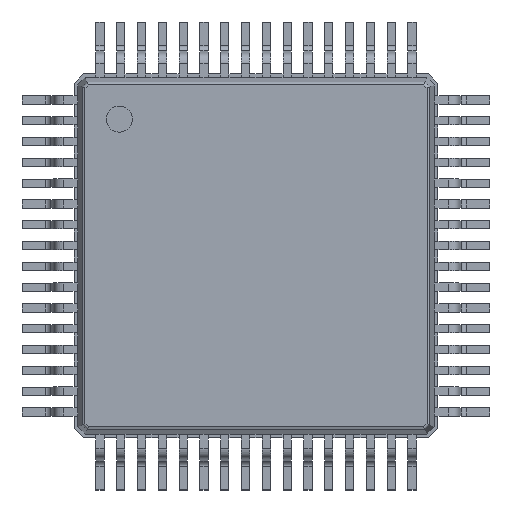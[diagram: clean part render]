
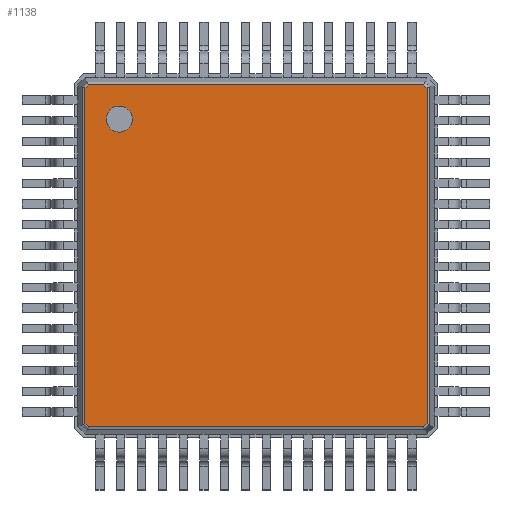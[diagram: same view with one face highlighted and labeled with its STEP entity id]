
A CAD part, top view. The second image highlights one B-rep face of the part: STEP entity #1138.
In plain terms, the highlighted planar face has unit normal (0, 0, 1).
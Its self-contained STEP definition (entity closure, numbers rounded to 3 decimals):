
#43=CARTESIAN_POINT('',(-3.24,3.329,1.1));
#209=VERTEX_POINT('',#210);
#210=CARTESIAN_POINT('',(-3.224,3.289,1.1));
#226=ORIENTED_EDGE('',*,*,#227,.T.);
#227=EDGE_CURVE('',#209,#228,#230,.T.);
#228=VERTEX_POINT('',#229);
#229=CARTESIAN_POINT('',(3.224,3.289,1.1));
#230=B_SPLINE_CURVE_WITH_KNOTS('',2,(#231,#232,#233,#234,#235),.UNSPECIFIED.,.F.,.F.,(3,1,1,3),(-0.358,-0.04,6.52,6.837),.UNSPECIFIED.);
#231=CARTESIAN_POINT('',(-3.597,3.289,1.1));
#232=CARTESIAN_POINT('',(-3.439,3.289,1.1));
#233=CARTESIAN_POINT('',(0.,3.289,1.1));
#234=CARTESIAN_POINT('',(3.439,3.289,1.1));
#235=CARTESIAN_POINT('',(3.597,3.289,1.1));
#337=DIRECTION('',(0.,0.,-1.));
#882=DIRECTION('',(0.,-1.,0.));
#1068=ORIENTED_EDGE('',*,*,#1069,.T.);
#1069=EDGE_CURVE('',#228,#1070,#1072,.T.);
#1070=VERTEX_POINT('',#1071);
#1071=CARTESIAN_POINT('',(3.289,3.224,1.1));
#1072=B_SPLINE_CURVE_WITH_KNOTS('',2,(#1073,#1074,#1075,#1076,#1077),.UNSPECIFIED.,.F.,.F.,(3,1,1,3),(-0.163,-0.04,0.167,0.29),.UNSPECIFIED.);
#1073=CARTESIAN_POINT('',(3.096,3.416,1.1));
#1074=CARTESIAN_POINT('',(3.14,3.373,1.1));
#1075=CARTESIAN_POINT('',(3.256,3.256,1.1));
#1076=CARTESIAN_POINT('',(3.373,3.14,1.1));
#1077=CARTESIAN_POINT('',(3.416,3.096,1.1));
#1106=VERTEX_POINT('',#1107);
#1107=CARTESIAN_POINT('',(-3.289,3.224,1.1));
#1123=ORIENTED_EDGE('',*,*,#1124,.T.);
#1124=EDGE_CURVE('',#1106,#209,#1125,.T.);
#1125=B_SPLINE_CURVE_WITH_KNOTS('',2,(#1126,#1127,#1128,#1129,#1130),.UNSPECIFIED.,.F.,.F.,(3,1,1,3),(-0.163,-0.04,0.167,0.29),.UNSPECIFIED.);
#1126=CARTESIAN_POINT('',(-3.416,3.096,1.1));
#1127=CARTESIAN_POINT('',(-3.373,3.14,1.1));
#1128=CARTESIAN_POINT('',(-3.256,3.256,1.1));
#1129=CARTESIAN_POINT('',(-3.14,3.373,1.1));
#1130=CARTESIAN_POINT('',(-3.096,3.416,1.1));
#1138=ADVANCED_FACE('',(#1139,#1189),#1199,.F.);
#1139=FACE_BOUND('',#1140,.F.);
#1140=EDGE_LOOP('',(#226,#1068,#1141,#1151,#1161,#1171,#1181,#1123));
#1141=ORIENTED_EDGE('',*,*,#1142,.T.);
#1142=EDGE_CURVE('',#1070,#1143,#1145,.T.);
#1143=VERTEX_POINT('',#1144);
#1144=CARTESIAN_POINT('',(3.289,-3.224,1.1));
#1145=B_SPLINE_CURVE_WITH_KNOTS('',2,(#1146,#1147,#1148,#1149,#1150),.UNSPECIFIED.,.F.,.F.,(3,1,1,3),(-0.358,-0.04,6.52,6.837),.UNSPECIFIED.);
#1146=CARTESIAN_POINT('',(3.289,3.597,1.1));
#1147=CARTESIAN_POINT('',(3.289,3.439,1.1));
#1148=CARTESIAN_POINT('',(3.289,0.,1.1));
#1149=CARTESIAN_POINT('',(3.289,-3.439,1.1));
#1150=CARTESIAN_POINT('',(3.289,-3.597,1.1));
#1151=ORIENTED_EDGE('',*,*,#1152,.T.);
#1152=EDGE_CURVE('',#1143,#1153,#1155,.T.);
#1153=VERTEX_POINT('',#1154);
#1154=CARTESIAN_POINT('',(3.224,-3.289,1.1));
#1155=B_SPLINE_CURVE_WITH_KNOTS('',2,(#1156,#1157,#1158,#1159,#1160),.UNSPECIFIED.,.F.,.F.,(3,1,1,3),(-0.163,-0.04,0.167,0.29),.UNSPECIFIED.);
#1156=CARTESIAN_POINT('',(3.416,-3.096,1.1));
#1157=CARTESIAN_POINT('',(3.373,-3.14,1.1));
#1158=CARTESIAN_POINT('',(3.256,-3.256,1.1));
#1159=CARTESIAN_POINT('',(3.14,-3.373,1.1));
#1160=CARTESIAN_POINT('',(3.096,-3.416,1.1));
#1161=ORIENTED_EDGE('',*,*,#1162,.T.);
#1162=EDGE_CURVE('',#1153,#1163,#1165,.T.);
#1163=VERTEX_POINT('',#1164);
#1164=CARTESIAN_POINT('',(-3.224,-3.289,1.1));
#1165=B_SPLINE_CURVE_WITH_KNOTS('',2,(#1166,#1167,#1168,#1169,#1170),.UNSPECIFIED.,.F.,.F.,(3,1,1,3),(-0.358,-0.04,6.52,6.837),.UNSPECIFIED.);
#1166=CARTESIAN_POINT('',(3.597,-3.289,1.1));
#1167=CARTESIAN_POINT('',(3.439,-3.289,1.1));
#1168=CARTESIAN_POINT('',(0.,-3.289,1.1));
#1169=CARTESIAN_POINT('',(-3.439,-3.289,1.1));
#1170=CARTESIAN_POINT('',(-3.597,-3.289,1.1));
#1171=ORIENTED_EDGE('',*,*,#1172,.T.);
#1172=EDGE_CURVE('',#1163,#1173,#1175,.T.);
#1173=VERTEX_POINT('',#1174);
#1174=CARTESIAN_POINT('',(-3.289,-3.224,1.1));
#1175=B_SPLINE_CURVE_WITH_KNOTS('',2,(#1176,#1177,#1178,#1179,#1180),.UNSPECIFIED.,.F.,.F.,(3,1,1,3),(-0.163,-0.04,0.167,0.29),.UNSPECIFIED.);
#1176=CARTESIAN_POINT('',(-3.096,-3.416,1.1));
#1177=CARTESIAN_POINT('',(-3.14,-3.373,1.1));
#1178=CARTESIAN_POINT('',(-3.256,-3.256,1.1));
#1179=CARTESIAN_POINT('',(-3.373,-3.14,1.1));
#1180=CARTESIAN_POINT('',(-3.416,-3.096,1.1));
#1181=ORIENTED_EDGE('',*,*,#1182,.T.);
#1182=EDGE_CURVE('',#1173,#1106,#1183,.T.);
#1183=B_SPLINE_CURVE_WITH_KNOTS('',2,(#1184,#1185,#1186,#1187,#1188),.UNSPECIFIED.,.F.,.F.,(3,1,1,3),(-0.358,-0.04,6.52,6.837),.UNSPECIFIED.);
#1184=CARTESIAN_POINT('',(-3.289,-3.597,1.1));
#1185=CARTESIAN_POINT('',(-3.289,-3.439,1.1));
#1186=CARTESIAN_POINT('',(-3.289,0.,1.1));
#1187=CARTESIAN_POINT('',(-3.289,3.439,1.1));
#1188=CARTESIAN_POINT('',(-3.289,3.597,1.1));
#1189=FACE_BOUND('',#1190,.F.);
#1190=EDGE_LOOP('',(#1191));
#1191=ORIENTED_EDGE('',*,*,#1192,.F.);
#1192=EDGE_CURVE('',#1193,#1193,#1195,.T.);
#1193=VERTEX_POINT('',#1194);
#1194=CARTESIAN_POINT('',(-2.629,2.379,1.1));
#1195=CIRCLE('',#1196,0.25);
#1196=AXIS2_PLACEMENT_3D('',#1197,#1198,#882);
#1197=CARTESIAN_POINT('',(-2.629,2.629,1.1));
#1198=DIRECTION('',(0.,-0.,-1.));
#1199=PLANE('',#1200);
#1200=AXIS2_PLACEMENT_3D('',#43,#337,#1201);
#1201=DIRECTION('',(0.697,-0.717,0.));
